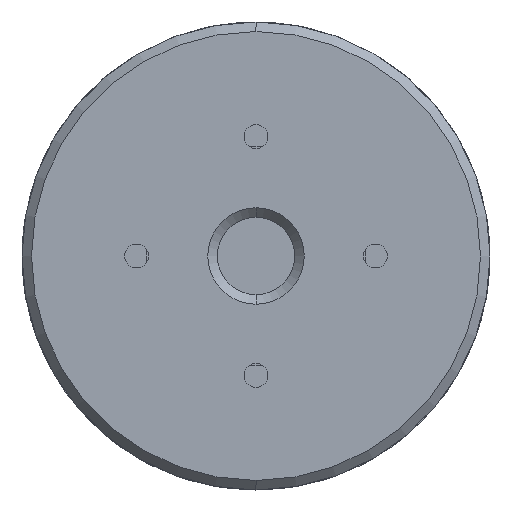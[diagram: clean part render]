
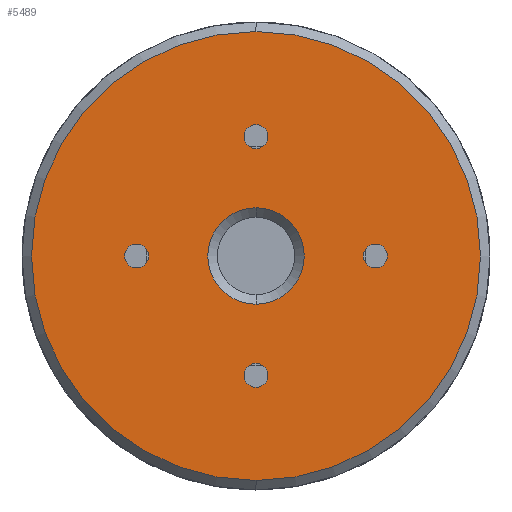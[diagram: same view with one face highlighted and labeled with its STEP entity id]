
A CAD part, left-side view. The second image highlights one B-rep face of the part: STEP entity #5489.
In plain terms, the highlighted planar face has unit normal (-1, 0, 0).
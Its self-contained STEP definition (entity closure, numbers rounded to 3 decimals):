
#30 = EDGE_LOOP ( 'NONE', ( #14850, #14856 ) ) ;
#51 = EDGE_LOOP ( 'NONE', ( #14858, #14840 ) ) ;
#52 = EDGE_LOOP ( 'NONE', ( #14816, #14830 ) ) ;
#53 = EDGE_LOOP ( 'NONE', ( #14821, #14829 ) ) ;
#58 = EDGE_LOOP ( 'NONE', ( #14819, #14831 ) ) ;
#61 = EDGE_LOOP ( 'NONE', ( #14828, #14852 ) ) ;
#75 = VERTEX_POINT ( 'NONE', #9698 ) ;
#80 = VERTEX_POINT ( 'NONE', #9700 ) ;
#90 = VERTEX_POINT ( 'NONE', #9695 ) ;
#93 = VERTEX_POINT ( 'NONE', #9742 ) ;
#96 = VERTEX_POINT ( 'NONE', #9733 ) ;
#99 = VERTEX_POINT ( 'NONE', #9719 ) ;
#104 = VERTEX_POINT ( 'NONE', #9706 ) ;
#126 = VERTEX_POINT ( 'NONE', #9746 ) ;
#127 = VERTEX_POINT ( 'NONE', #9747 ) ;
#132 = VERTEX_POINT ( 'NONE', #9711 ) ;
#138 = VERTEX_POINT ( 'NONE', #9751 ) ;
#141 = VERTEX_POINT ( 'NONE', #9761 ) ;
#5489 = ADVANCED_FACE ( 'NONE', ( #5961, #5948, #5955, #5952, #5959, #5954 ), #12759, .F. ) ;
#5948 = FACE_BOUND ( 'NONE', #58, .T. ) ;
#5952 = FACE_BOUND ( 'NONE', #53, .T. ) ;
#5954 = FACE_BOUND ( 'NONE', #61, .T. ) ;
#5955 = FACE_BOUND ( 'NONE', #51, .T. ) ;
#5959 = FACE_BOUND ( 'NONE', #30, .T. ) ;
#5961 = FACE_OUTER_BOUND ( 'NONE', #52, .T. ) ;
#7585 = CIRCLE ( 'NONE', #12346, 1.25 ) ;
#7586 = CIRCLE ( 'NONE', #12261, 1.25 ) ;
#7589 = CIRCLE ( 'NONE', #12412, 23.5 ) ;
#7611 = CIRCLE ( 'NONE', #12264, 1.25 ) ;
#7625 = CIRCLE ( 'NONE', #12404, 1.25 ) ;
#7647 = CIRCLE ( 'NONE', #12434, 5.05 ) ;
#7649 = CIRCLE ( 'NONE', #12392, 5.05 ) ;
#7670 = CIRCLE ( 'NONE', #12470, 23.5 ) ;
#7672 = CIRCLE ( 'NONE', #12454, 1.25 ) ;
#7724 = CIRCLE ( 'NONE', #12516, 1.25 ) ;
#7736 = CIRCLE ( 'NONE', #12494, 1.25 ) ;
#7750 = CIRCLE ( 'NONE', #12524, 1.25 ) ;
#9695 = CARTESIAN_POINT ( 'NONE',  ( 0., 12.5, 1.25 ) ) ;
#9698 = CARTESIAN_POINT ( 'NONE',  ( 0., 0., -23.5 ) ) ;
#9700 = CARTESIAN_POINT ( 'NONE',  ( 0., 0., 5.05 ) ) ;
#9706 = CARTESIAN_POINT ( 'NONE',  ( 0., 0., -11.25 ) ) ;
#9711 = CARTESIAN_POINT ( 'NONE',  ( 0., 0., -5.05 ) ) ;
#9719 = CARTESIAN_POINT ( 'NONE',  ( 0., -12.5, -1.25 ) ) ;
#9733 = CARTESIAN_POINT ( 'NONE',  ( 0., 0., 23.5 ) ) ;
#9742 = CARTESIAN_POINT ( 'NONE',  ( 0., 0., -13.75 ) ) ;
#9746 = CARTESIAN_POINT ( 'NONE',  ( 0., -12.5, 1.25 ) ) ;
#9747 = CARTESIAN_POINT ( 'NONE',  ( 0., 0., 13.75 ) ) ;
#9751 = CARTESIAN_POINT ( 'NONE',  ( 0., 0., 11.25 ) ) ;
#9761 = CARTESIAN_POINT ( 'NONE',  ( 0., 12.5, -1.25 ) ) ;
#9847 = DIRECTION ( 'NONE',  ( -1., 0., 0. ) ) ;
#9852 = CARTESIAN_POINT ( 'NONE',  ( 0., 0., 0. ) ) ;
#9859 = DIRECTION ( 'NONE',  ( 0., 0., 1. ) ) ;
#9865 = CARTESIAN_POINT ( 'NONE',  ( 0., 0., 0. ) ) ;
#9866 = DIRECTION ( 'NONE',  ( -1., 0., 0. ) ) ;
#9867 = DIRECTION ( 'NONE',  ( 0., 0., 1. ) ) ;
#9880 = DIRECTION ( 'NONE',  ( 0., 0., -1. ) ) ;
#9888 = DIRECTION ( 'NONE',  ( 1., 0., 0. ) ) ;
#9894 = CARTESIAN_POINT ( 'NONE',  ( 0., 0., 0. ) ) ;
#9898 = CARTESIAN_POINT ( 'NONE',  ( 0., 0., -12.5 ) ) ;
#9900 = DIRECTION ( 'NONE',  ( -1., 0., 0. ) ) ;
#9901 = DIRECTION ( 'NONE',  ( 0., 0., 1. ) ) ;
#9972 = DIRECTION ( 'NONE',  ( 0., 0., 1. ) ) ;
#9973 = CARTESIAN_POINT ( 'NONE',  ( 0., -12.5, 0. ) ) ;
#9974 = DIRECTION ( 'NONE',  ( 0., 0., 1. ) ) ;
#9977 = DIRECTION ( 'NONE',  ( 0., 0., 1. ) ) ;
#9986 = CARTESIAN_POINT ( 'NONE',  ( 0., 12.5, 0. ) ) ;
#9987 = DIRECTION ( 'NONE',  ( -1., 0., 0. ) ) ;
#9988 = CARTESIAN_POINT ( 'NONE',  ( 0., 0., 12.5 ) ) ;
#9989 = DIRECTION ( 'NONE',  ( -1., 0., 0. ) ) ;
#9995 = DIRECTION ( 'NONE',  ( -1., 0., 0. ) ) ;
#10849 = DIRECTION ( 'NONE',  ( -1., 0., 0. ) ) ;
#10883 = CARTESIAN_POINT ( 'NONE',  ( 0., 0., -12.5 ) ) ;
#10885 = DIRECTION ( 'NONE',  ( -1., 0., 0. ) ) ;
#10886 = DIRECTION ( 'NONE',  ( 0., 0., 1. ) ) ;
#10887 = CARTESIAN_POINT ( 'NONE',  ( 0., -12.5, 0. ) ) ;
#10888 = DIRECTION ( 'NONE',  ( 0., 0., 1. ) ) ;
#10936 = CARTESIAN_POINT ( 'NONE',  ( 0., 0., 12.5 ) ) ;
#10941 = DIRECTION ( 'NONE',  ( -1., 0., 0. ) ) ;
#10944 = DIRECTION ( 'NONE',  ( 0., 0., 1. ) ) ;
#10970 = DIRECTION ( 'NONE',  ( 1., 0., 0. ) ) ;
#10972 = DIRECTION ( 'NONE',  ( -1., 0., 0. ) ) ;
#10975 = DIRECTION ( 'NONE',  ( 0., 0., 1. ) ) ;
#10988 = CARTESIAN_POINT ( 'NONE',  ( 0., 12.5, 0. ) ) ;
#10993 = CARTESIAN_POINT ( 'NONE',  ( 0., 0., 0. ) ) ;
#10994 = DIRECTION ( 'NONE',  ( 0., 0., -1. ) ) ;
#12261 = AXIS2_PLACEMENT_3D ( 'NONE', #10936, #10941, #10944 ) ;
#12264 = AXIS2_PLACEMENT_3D ( 'NONE', #10887, #10849, #10888 ) ;
#12346 = AXIS2_PLACEMENT_3D ( 'NONE', #10883, #10885, #10886 ) ;
#12392 = AXIS2_PLACEMENT_3D ( 'NONE', #9852, #9847, #9859 ) ;
#12404 = AXIS2_PLACEMENT_3D ( 'NONE', #10988, #10972, #10975 ) ;
#12412 = AXIS2_PLACEMENT_3D ( 'NONE', #10993, #10970, #10994 ) ;
#12434 = AXIS2_PLACEMENT_3D ( 'NONE', #9865, #9866, #9867 ) ;
#12454 = AXIS2_PLACEMENT_3D ( 'NONE', #9898, #9900, #9901 ) ;
#12470 = AXIS2_PLACEMENT_3D ( 'NONE', #9894, #9888, #9880 ) ;
#12494 = AXIS2_PLACEMENT_3D ( 'NONE', #9986, #9987, #9972 ) ;
#12516 = AXIS2_PLACEMENT_3D ( 'NONE', #9973, #9995, #9974 ) ;
#12524 = AXIS2_PLACEMENT_3D ( 'NONE', #9988, #9989, #9977 ) ;
#12738 = CARTESIAN_POINT ( 'NONE',  ( 0., 24.5, 0. ) ) ;
#12742 = DIRECTION ( 'NONE',  ( 0., 0., -1. ) ) ;
#12759 = PLANE ( 'NONE',  #14211 ) ;
#12762 = DIRECTION ( 'NONE',  ( 1., 0., 0. ) ) ;
#13476 = EDGE_CURVE ( 'NONE', #93, #104, #7585, .T. ) ;
#13478 = EDGE_CURVE ( 'NONE', #99, #126, #7611, .T. ) ;
#13496 = EDGE_CURVE ( 'NONE', #138, #127, #7586, .T. ) ;
#13508 = EDGE_CURVE ( 'NONE', #141, #90, #7625, .T. ) ;
#13515 = EDGE_CURVE ( 'NONE', #75, #96, #7589, .T. ) ;
#13522 = EDGE_CURVE ( 'NONE', #132, #80, #7649, .T. ) ;
#13531 = EDGE_CURVE ( 'NONE', #80, #132, #7647, .T. ) ;
#13538 = EDGE_CURVE ( 'NONE', #96, #75, #7670, .T. ) ;
#13544 = EDGE_CURVE ( 'NONE', #104, #93, #7672, .T. ) ;
#13572 = EDGE_CURVE ( 'NONE', #90, #141, #7736, .T. ) ;
#13576 = EDGE_CURVE ( 'NONE', #126, #99, #7724, .T. ) ;
#13581 = EDGE_CURVE ( 'NONE', #127, #138, #7750, .T. ) ;
#14211 = AXIS2_PLACEMENT_3D ( 'NONE', #12738, #12762, #12742 ) ;
#14816 = ORIENTED_EDGE ( 'NONE', *, *, #13515, .F. ) ;
#14819 = ORIENTED_EDGE ( 'NONE', *, *, #13531, .F. ) ;
#14821 = ORIENTED_EDGE ( 'NONE', *, *, #13544, .F. ) ;
#14828 = ORIENTED_EDGE ( 'NONE', *, *, #13581, .F. ) ;
#14829 = ORIENTED_EDGE ( 'NONE', *, *, #13476, .F. ) ;
#14830 = ORIENTED_EDGE ( 'NONE', *, *, #13538, .F. ) ;
#14831 = ORIENTED_EDGE ( 'NONE', *, *, #13522, .F. ) ;
#14840 = ORIENTED_EDGE ( 'NONE', *, *, #13508, .F. ) ;
#14850 = ORIENTED_EDGE ( 'NONE', *, *, #13576, .F. ) ;
#14852 = ORIENTED_EDGE ( 'NONE', *, *, #13496, .F. ) ;
#14856 = ORIENTED_EDGE ( 'NONE', *, *, #13478, .F. ) ;
#14858 = ORIENTED_EDGE ( 'NONE', *, *, #13572, .F. ) ;
